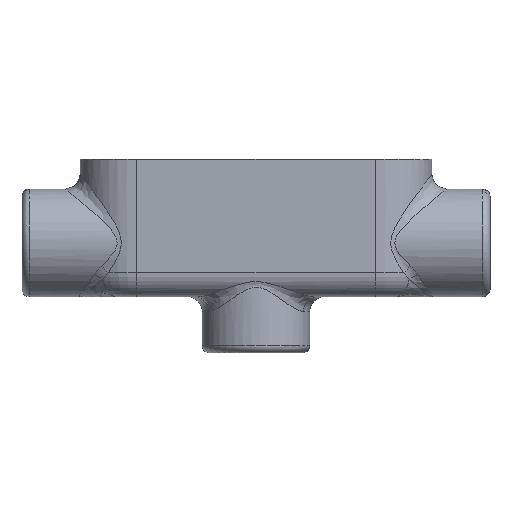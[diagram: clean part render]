
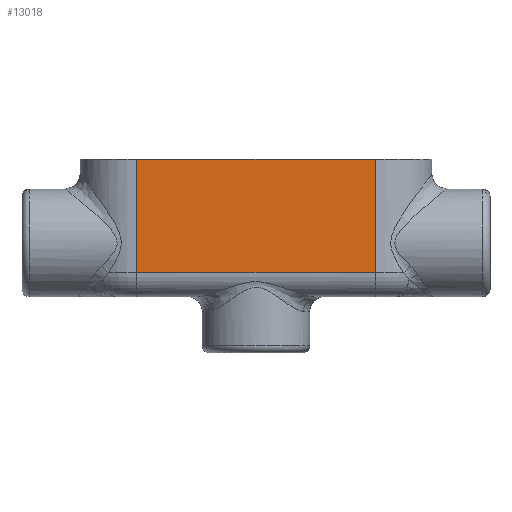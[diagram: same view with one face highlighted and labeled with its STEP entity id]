
A CAD part, front view. The second image highlights one B-rep face of the part: STEP entity #13018.
In plain terms, the highlighted planar face has unit normal (0, -1, 0).
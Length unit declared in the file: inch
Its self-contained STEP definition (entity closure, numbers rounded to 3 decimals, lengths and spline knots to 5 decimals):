
#27=LINE('',#17683,#1289);
#30=LINE('',#18192,#1292);
#31=LINE('',#18262,#1293);
#33=LINE('',#18348,#1295);
#1289=VECTOR('',#14428,0.3937);
#1292=VECTOR('',#14455,0.3937);
#1293=VECTOR('',#14462,0.3937);
#1295=VECTOR('',#14474,0.3937);
#2548=PLANE('',#13774);
#4504=FACE_OUTER_BOUND('',#5220,.T.);
#5220=EDGE_LOOP('',(#9362,#9363,#9364,#9365));
#6177=VERTEX_POINT('',#17680);
#6178=VERTEX_POINT('',#17682);
#6188=VERTEX_POINT('',#18183);
#6190=VERTEX_POINT('',#18190);
#7427=EDGE_CURVE('',#6178,#6177,#27,.T.);
#7450=EDGE_CURVE('',#6190,#6188,#30,.T.);
#7452=EDGE_CURVE('',#6188,#6177,#31,.T.);
#7458=EDGE_CURVE('',#6178,#6190,#33,.T.);
#9362=ORIENTED_EDGE('',*,*,#7452,.F.);
#9363=ORIENTED_EDGE('',*,*,#7450,.F.);
#9364=ORIENTED_EDGE('',*,*,#7458,.F.);
#9365=ORIENTED_EDGE('',*,*,#7427,.T.);
#13018=ADVANCED_FACE('',(#4504),#2548,.T.);
#13774=AXIS2_PLACEMENT_3D('',#18347,#14472,#14473);
#14428=DIRECTION('',(0.,0.,-1.));
#14455=DIRECTION('',(0.,0.,-1.));
#14462=DIRECTION('',(-1.,0.,0.));
#14472=DIRECTION('center_axis',(0.,-1.,0.));
#14473=DIRECTION('ref_axis',(1.,0.,0.));
#14474=DIRECTION('',(1.,0.,0.));
#17680=CARTESIAN_POINT('',(-1.9355,-0.92,-0.727));
#17682=CARTESIAN_POINT('',(-1.9355,-0.92,1.117));
#17683=CARTESIAN_POINT('',(-1.9355,-0.92,0.));
#18183=CARTESIAN_POINT('',(1.9355,-0.92,-0.727));
#18190=CARTESIAN_POINT('',(1.9355,-0.92,1.117));
#18192=CARTESIAN_POINT('',(1.9355,-0.92,0.));
#18262=CARTESIAN_POINT('',(-0.96775,-0.92,-0.727));
#18347=CARTESIAN_POINT('Origin',(-1.9355,-0.92,0.));
#18348=CARTESIAN_POINT('',(1.9355,-0.92,1.117));
